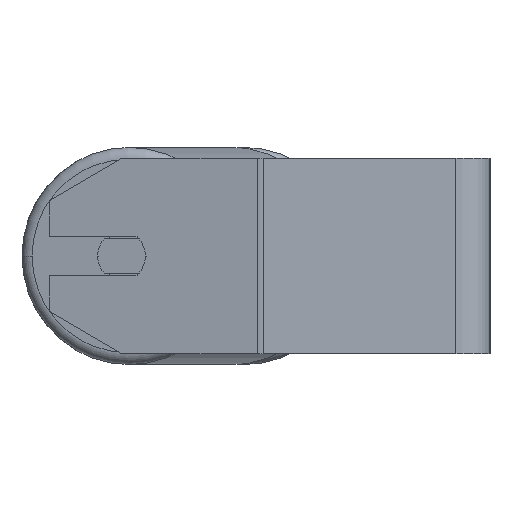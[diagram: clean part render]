
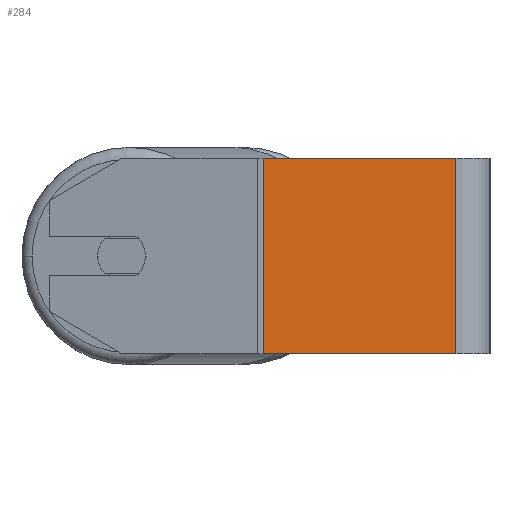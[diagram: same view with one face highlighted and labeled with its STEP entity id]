
A CAD part, left-side view. The second image highlights one B-rep face of the part: STEP entity #284.
In plain terms, the highlighted planar face has unit normal (-1, 0, 0).
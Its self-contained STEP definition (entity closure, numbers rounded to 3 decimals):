
#5 = VERTEX_POINT ( 'NONE', #7508 ) ;
#74 = CARTESIAN_POINT ( 'NONE',  ( -430., 92.902, 40. ) ) ;
#103 = VERTEX_POINT ( 'NONE', #8305 ) ;
#284 = ADVANCED_FACE ( 'NONE', ( #3379 ), #2711, .F. ) ;
#368 = ORIENTED_EDGE ( 'NONE', *, *, #8561, .F. ) ;
#556 = CARTESIAN_POINT ( 'NONE',  ( -430., 14., 40. ) ) ;
#636 = DIRECTION ( 'NONE',  ( 0., 0., -1. ) ) ;
#1242 = VECTOR ( 'NONE', #6676, 1000. ) ;
#1279 = LINE ( 'NONE', #6132, #1242 ) ;
#1585 = DIRECTION ( 'NONE',  ( 0., -1., 0. ) ) ;
#2414 = CARTESIAN_POINT ( 'NONE',  ( -430., 92.902, 40. ) ) ;
#2695 = EDGE_LOOP ( 'NONE', ( #8554, #368, #5387, #5208 ) ) ;
#2711 = PLANE ( 'NONE',  #3738 ) ;
#3287 = CARTESIAN_POINT ( 'NONE',  ( -430., 94.127, 40. ) ) ;
#3379 = FACE_OUTER_BOUND ( 'NONE', #2695, .T. ) ;
#3720 = EDGE_CURVE ( 'NONE', #4637, #7718, #7695, .T. ) ;
#3738 = AXIS2_PLACEMENT_3D ( 'NONE', #3287, #6617, #6701 ) ;
#3988 = EDGE_CURVE ( 'NONE', #4637, #103, #5413, .T. ) ;
#3994 = LINE ( 'NONE', #556, #8354 ) ;
#4041 = VECTOR ( 'NONE', #8086, 1000. ) ;
#4637 = VERTEX_POINT ( 'NONE', #2414 ) ;
#4855 = CARTESIAN_POINT ( 'NONE',  ( -430., 94.127, 40. ) ) ;
#5181 = EDGE_CURVE ( 'NONE', #103, #5, #1279, .T. ) ;
#5208 = ORIENTED_EDGE ( 'NONE', *, *, #3988, .T. ) ;
#5387 = ORIENTED_EDGE ( 'NONE', *, *, #3720, .F. ) ;
#5413 = LINE ( 'NONE', #74, #4041 ) ;
#6132 = CARTESIAN_POINT ( 'NONE',  ( -430., 94.127, -40. ) ) ;
#6602 = CARTESIAN_POINT ( 'NONE',  ( -430., 14., 40. ) ) ;
#6617 = DIRECTION ( 'NONE',  ( 1., 0., 0. ) ) ;
#6676 = DIRECTION ( 'NONE',  ( 0., -1., 0. ) ) ;
#6701 = DIRECTION ( 'NONE',  ( 0., 0., -1. ) ) ;
#7307 = VECTOR ( 'NONE', #1585, 1000. ) ;
#7508 = CARTESIAN_POINT ( 'NONE',  ( -430., 14., -40. ) ) ;
#7695 = LINE ( 'NONE', #4855, #7307 ) ;
#7718 = VERTEX_POINT ( 'NONE', #6602 ) ;
#8086 = DIRECTION ( 'NONE',  ( 0., 0., -1. ) ) ;
#8305 = CARTESIAN_POINT ( 'NONE',  ( -430., 92.902, -40. ) ) ;
#8354 = VECTOR ( 'NONE', #636, 1000. ) ;
#8554 = ORIENTED_EDGE ( 'NONE', *, *, #5181, .T. ) ;
#8561 = EDGE_CURVE ( 'NONE', #7718, #5, #3994, .T. ) ;
